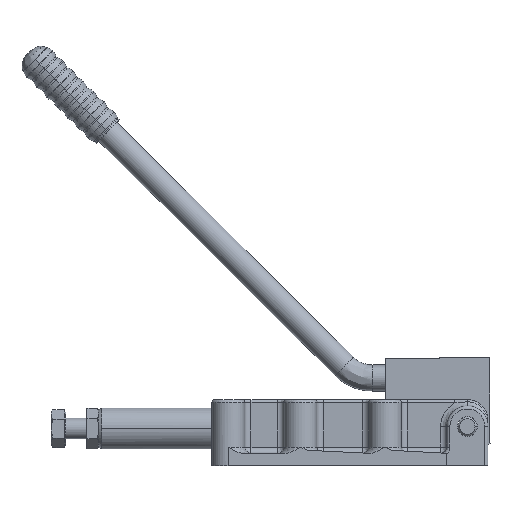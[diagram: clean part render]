
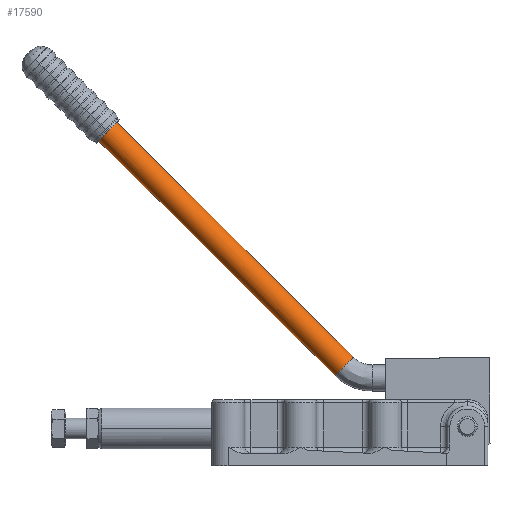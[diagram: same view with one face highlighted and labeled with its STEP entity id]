
A CAD part, front view. The second image highlights one B-rep face of the part: STEP entity #17590.
In plain terms, the highlighted cylindrical face has radius 6.35 mm (diameter 12.7 mm), a partial arc.
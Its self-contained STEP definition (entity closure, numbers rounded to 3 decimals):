
#584 = EDGE_CURVE ( 'NONE', #3077, #12002, #6337, .T. ) ;
#826 = CYLINDRICAL_SURFACE ( 'NONE', #16378, 6.35 ) ;
#849 = DIRECTION ( 'NONE',  ( -0.705, 0., -0.709 ) ) ;
#1664 = AXIS2_PLACEMENT_3D ( 'NONE', #10501, #5878, #10316 ) ;
#2025 = VECTOR ( 'NONE', #17065, 1000. ) ;
#2498 = VECTOR ( 'NONE', #10319, 1000. ) ;
#3077 = VERTEX_POINT ( 'NONE', #11593 ) ;
#3966 = EDGE_CURVE ( 'NONE', #12002, #16723, #7001, .T. ) ;
#4450 = FACE_OUTER_BOUND ( 'NONE', #17489, .T. ) ;
#5424 = ORIENTED_EDGE ( 'NONE', *, *, #7063, .T. ) ;
#5593 = ORIENTED_EDGE ( 'NONE', *, *, #17363, .T. ) ;
#5878 = DIRECTION ( 'NONE',  ( -0.709, 0., 0.705 ) ) ;
#6116 = CARTESIAN_POINT ( 'NONE',  ( 398.261, 198.255, 27.562 ) ) ;
#6337 = LINE ( 'NONE', #7578, #2498 ) ;
#6507 = CARTESIAN_POINT ( 'NONE',  ( 251.275, 198.255, 182.528 ) ) ;
#6844 = CARTESIAN_POINT ( 'NONE',  ( 255.75, 198.255, 187.033 ) ) ;
#7001 = CIRCLE ( 'NONE', #1664, 6.35 ) ;
#7063 = EDGE_CURVE ( 'NONE', #12709, #3077, #14659, .T. ) ;
#7578 = CARTESIAN_POINT ( 'NONE',  ( 245.091, 198.255, 179.72 ) ) ;
#8772 = CIRCLE ( 'NONE', #14901, 6.35 ) ;
#8985 = DIRECTION ( 'NONE',  ( -0.705, 0., -0.709 ) ) ;
#9539 = LINE ( 'NONE', #17001, #2025 ) ;
#10316 = DIRECTION ( 'NONE',  ( -0.705, 0., -0.709 ) ) ;
#10319 = DIRECTION ( 'NONE',  ( 0.709, 0., -0.705 ) ) ;
#10501 = CARTESIAN_POINT ( 'NONE',  ( 402.736, 198.255, 32.067 ) ) ;
#10863 = CARTESIAN_POINT ( 'NONE',  ( 407.211, 198.255, 36.572 ) ) ;
#11593 = CARTESIAN_POINT ( 'NONE',  ( 246.799, 198.255, 178.023 ) ) ;
#12002 = VERTEX_POINT ( 'NONE', #6116 ) ;
#12121 = DIRECTION ( 'NONE',  ( 0.709, 0., -0.705 ) ) ;
#12709 = VERTEX_POINT ( 'NONE', #14861 ) ;
#13900 = DIRECTION ( 'NONE',  ( 0.709, 0., -0.705 ) ) ;
#14174 = ORIENTED_EDGE ( 'NONE', *, *, #15223, .F. ) ;
#14653 = VERTEX_POINT ( 'NONE', #6844 ) ;
#14659 = CIRCLE ( 'NONE', #15249, 6.35 ) ;
#14861 = CARTESIAN_POINT ( 'NONE',  ( 251.275, 191.905, 182.528 ) ) ;
#14868 = ORIENTED_EDGE ( 'NONE', *, *, #584, .T. ) ;
#14901 = AXIS2_PLACEMENT_3D ( 'NONE', #17934, #12121, #849 ) ;
#15223 = EDGE_CURVE ( 'NONE', #14653, #16723, #9539, .T. ) ;
#15249 = AXIS2_PLACEMENT_3D ( 'NONE', #6507, #13900, #18184 ) ;
#16025 = DIRECTION ( 'NONE',  ( 0.709, 0., -0.705 ) ) ;
#16378 = AXIS2_PLACEMENT_3D ( 'NONE', #17596, #16025, #8985 ) ;
#16723 = VERTEX_POINT ( 'NONE', #10863 ) ;
#17001 = CARTESIAN_POINT ( 'NONE',  ( 254.041, 198.255, 188.73 ) ) ;
#17065 = DIRECTION ( 'NONE',  ( 0.709, 0., -0.705 ) ) ;
#17363 = EDGE_CURVE ( 'NONE', #14653, #12709, #8772, .T. ) ;
#17489 = EDGE_LOOP ( 'NONE', ( #14174, #5593, #5424, #14868, #18573 ) ) ;
#17590 = ADVANCED_FACE ( 'NONE', ( #4450 ), #826, .T. ) ;
#17596 = CARTESIAN_POINT ( 'NONE',  ( 249.566, 198.255, 184.225 ) ) ;
#17934 = CARTESIAN_POINT ( 'NONE',  ( 251.275, 198.255, 182.528 ) ) ;
#18184 = DIRECTION ( 'NONE',  ( -0.705, 0., -0.709 ) ) ;
#18573 = ORIENTED_EDGE ( 'NONE', *, *, #3966, .T. ) ;
